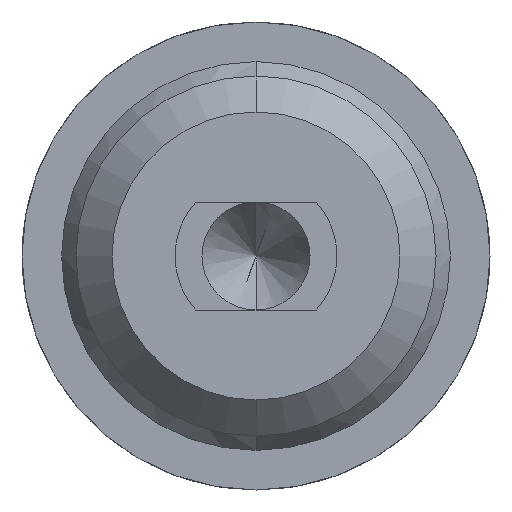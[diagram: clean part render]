
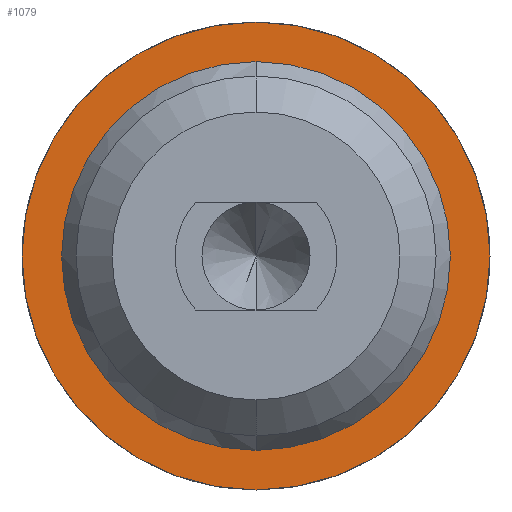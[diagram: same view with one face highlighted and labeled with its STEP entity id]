
A CAD part, front view. The second image highlights one B-rep face of the part: STEP entity #1079.
In plain terms, the highlighted planar face has unit normal (0, -1, 0).
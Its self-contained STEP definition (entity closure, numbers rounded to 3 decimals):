
#69 = VERTEX_POINT ( 'NONE', #2786 ) ;
#160 = EDGE_CURVE ( 'Defeature ausgef�hrt3_6+Defeature ausgef�hrt3_7+Defeature ausgef�hrt3_7+Defeature ausgef�hrt3_7', #1955, #2564, #3333, .T. ) ;
#260 = ORIENTED_EDGE ( 'NONE', *, *, #4194, .F. ) ;
#430 = DIRECTION ( 'NONE',  ( 0., -1., 0. ) ) ;
#548 = CARTESIAN_POINT ( 'NONE',  ( 0., 27.9, -1.08 ) ) ;
#708 = FACE_BOUND ( 'NONE', #1388, .T. ) ;
#735 = DIRECTION ( 'NONE',  ( 0., -1., 0. ) ) ;
#799 = VERTEX_POINT ( 'NONE', #1975 ) ;
#820 = FACE_OUTER_BOUND ( 'NONE', #1407, .T. ) ;
#1038 = DIRECTION ( 'NONE',  ( 0., 0., -1. ) ) ;
#1079 = ADVANCED_FACE ( 'Defeature ausgef�hrt3_7', ( #820, #708 ), #3422, .T. ) ;
#1080 = ORIENTED_EDGE ( 'NONE', *, *, #2401, .T. ) ;
#1089 = DIRECTION ( 'NONE',  ( 0., 0., -1. ) ) ;
#1173 = DIRECTION ( 'NONE',  ( 0., 0., -1. ) ) ;
#1340 = ORIENTED_EDGE ( 'NONE', *, *, #4884, .T. ) ;
#1388 = EDGE_LOOP ( 'NONE', ( #3050, #260 ) ) ;
#1407 = EDGE_LOOP ( 'NONE', ( #1080, #1340 ) ) ;
#1762 = AXIS2_PLACEMENT_3D ( 'NONE', #2397, #3236, #4775 ) ;
#1895 = DIRECTION ( 'NONE',  ( 0., -1., 0. ) ) ;
#1955 = VERTEX_POINT ( 'NONE', #548 ) ;
#1975 = CARTESIAN_POINT ( 'NONE',  ( 0., 27.9, -1.3 ) ) ;
#2062 = CARTESIAN_POINT ( 'NONE',  ( 0., 27.9, 0. ) ) ;
#2283 = DIRECTION ( 'NONE',  ( 0., 0., -1. ) ) ;
#2397 = CARTESIAN_POINT ( 'NONE',  ( 0., 27.9, 0. ) ) ;
#2400 = AXIS2_PLACEMENT_3D ( 'NONE', #2062, #4529, #1038 ) ;
#2401 = EDGE_CURVE ( 'Defeature ausgef�hrt3_7+Defeature ausgef�hrt3_8+Defeature ausgef�hrt3_8+Defeature ausgef�hrt3_8', #799, #69, #2770, .T. ) ;
#2564 = VERTEX_POINT ( 'NONE', #3567 ) ;
#2567 = AXIS2_PLACEMENT_3D ( 'NONE', #4186, #735, #2283 ) ;
#2607 = AXIS2_PLACEMENT_3D ( 'NONE', #4204, #1895, #1089 ) ;
#2689 = AXIS2_PLACEMENT_3D ( 'NONE', #3166, #430, #1173 ) ;
#2770 = CIRCLE ( 'NONE', #2689, 1.3 ) ;
#2786 = CARTESIAN_POINT ( 'NONE',  ( 0., 27.9, 1.3 ) ) ;
#2887 = CIRCLE ( 'NONE', #2567, 1.3 ) ;
#3050 = ORIENTED_EDGE ( 'NONE', *, *, #160, .F. ) ;
#3166 = CARTESIAN_POINT ( 'NONE',  ( 0., 27.9, 0. ) ) ;
#3236 = DIRECTION ( 'NONE',  ( 0., -1., 0. ) ) ;
#3333 = CIRCLE ( 'NONE', #1762, 1.08 ) ;
#3422 = PLANE ( 'NONE',  #2607 ) ;
#3468 = CIRCLE ( 'NONE', #2400, 1.08 ) ;
#3567 = CARTESIAN_POINT ( 'NONE',  ( 0., 27.9, 1.08 ) ) ;
#4186 = CARTESIAN_POINT ( 'NONE',  ( 0., 27.9, 0. ) ) ;
#4194 = EDGE_CURVE ( 'Defeature ausgef�hrt3_6+Defeature ausgef�hrt3_7+Defeature ausgef�hrt3_7+Defeature ausgef�hrt3_7', #2564, #1955, #3468, .T. ) ;
#4204 = CARTESIAN_POINT ( 'NONE',  ( 1.08, 27.9, 0. ) ) ;
#4529 = DIRECTION ( 'NONE',  ( 0., -1., 0. ) ) ;
#4775 = DIRECTION ( 'NONE',  ( 0., 0., -1. ) ) ;
#4884 = EDGE_CURVE ( 'Defeature ausgef�hrt3_7+Defeature ausgef�hrt3_8+Defeature ausgef�hrt3_8+Defeature ausgef�hrt3_8', #69, #799, #2887, .T. ) ;
